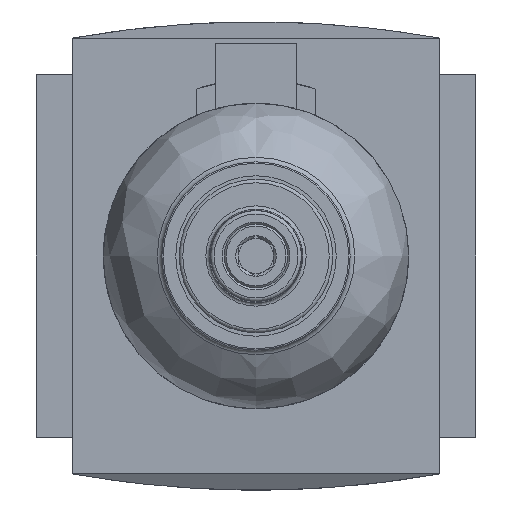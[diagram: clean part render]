
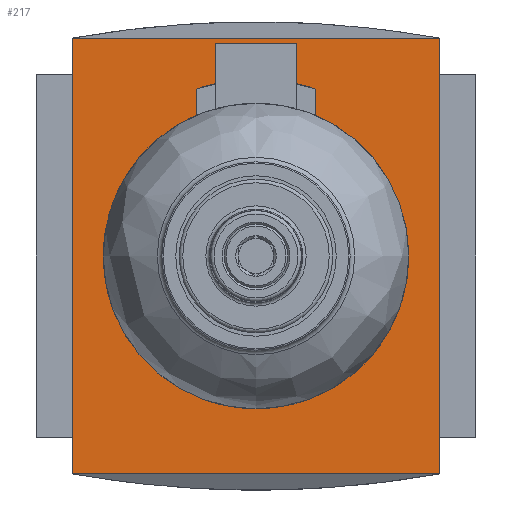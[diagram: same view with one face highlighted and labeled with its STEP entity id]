
A CAD part, front view. The second image highlights one B-rep face of the part: STEP entity #217.
In plain terms, the highlighted planar face has unit normal (0, -1, 0).
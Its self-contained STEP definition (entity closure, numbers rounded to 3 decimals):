
#217 = ADVANCED_FACE( '', ( #546 ), #547, .F. );
#546 = FACE_OUTER_BOUND( '', #1137, .T. );
#547 = PLANE( '', #1138 );
#1137 = EDGE_LOOP( '', ( #2071, #2072, #2073, #2074 ) );
#1138 = AXIS2_PLACEMENT_3D( '', #2075, #2076, #2077 );
#2071 = ORIENTED_EDGE( '', *, *, #3864, .F. );
#2072 = ORIENTED_EDGE( '', *, *, #4024, .T. );
#2073 = ORIENTED_EDGE( '', *, *, #3879, .F. );
#2074 = ORIENTED_EDGE( '', *, *, #4026, .T. );
#2075 = CARTESIAN_POINT( '', ( 0., -37.5, 116.435 ) );
#2076 = DIRECTION( '', ( 0., 1., 0. ) );
#2077 = DIRECTION( '', ( 0., 0., 1. ) );
#3864 = EDGE_CURVE( '', #4587, #4575, #4588, .T. );
#3879 = EDGE_CURVE( '', #4571, #4616, #4617, .T. );
#4024 = EDGE_CURVE( '', #4587, #4616, #4871, .T. );
#4026 = EDGE_CURVE( '', #4571, #4575, #4873, .T. );
#4571 = VERTEX_POINT( '', #5717 );
#4575 = VERTEX_POINT( '', #5722 );
#4587 = VERTEX_POINT( '', #5737 );
#4588 = LINE( '', #5738, #5739 );
#4616 = VERTEX_POINT( '', #5781 );
#4617 = LINE( '', #5782, #5783 );
#4871 = LINE( '', #6159, #6160 );
#4873 = LINE( '', #6162, #6163 );
#5717 = CARTESIAN_POINT( '', ( 26.25, -37.5, 31.25 ) );
#5722 = CARTESIAN_POINT( '', ( -26.25, -37.5, 31.25 ) );
#5737 = CARTESIAN_POINT( '', ( -26.25, -37.5, -31.25 ) );
#5738 = CARTESIAN_POINT( '', ( -26.25, -37.5, -31.25 ) );
#5739 = VECTOR( '', #7449, 1000. );
#5781 = CARTESIAN_POINT( '', ( 26.25, -37.5, -31.25 ) );
#5782 = CARTESIAN_POINT( '', ( 26.25, -37.5, 31.25 ) );
#5783 = VECTOR( '', #7464, 1000. );
#6159 = CARTESIAN_POINT( '', ( 0., -37.5, -31.25 ) );
#6160 = VECTOR( '', #7653, 1000. );
#6162 = CARTESIAN_POINT( '', ( 0., -37.5, 31.25 ) );
#6163 = VECTOR( '', #7657, 1000. );
#7449 = DIRECTION( '', ( 0., 0., 1. ) );
#7464 = DIRECTION( '', ( 0., 0., -1. ) );
#7653 = DIRECTION( '', ( 1., 0., 0. ) );
#7657 = DIRECTION( '', ( -1., 0., 0. ) );
